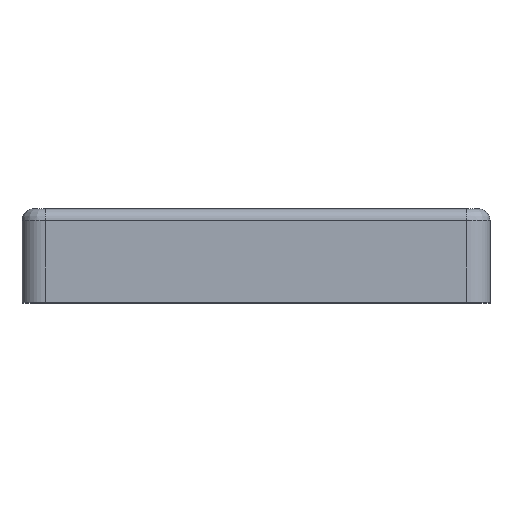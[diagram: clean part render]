
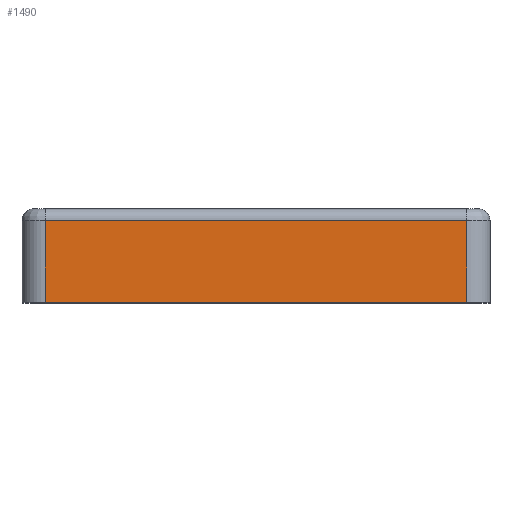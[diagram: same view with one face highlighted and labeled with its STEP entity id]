
A CAD part, top view. The second image highlights one B-rep face of the part: STEP entity #1490.
In plain terms, the highlighted planar face has unit normal (0, 0, 1).
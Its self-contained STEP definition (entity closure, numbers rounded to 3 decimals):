
#177=CARTESIAN_POINT('',(36.0,14.,40.0));
#178=VERTEX_POINT('',#177);
#203=CARTESIAN_POINT('',(-36.0,14.,40.0));
#204=VERTEX_POINT('',#203);
#212=CARTESIAN_POINT('',(-36.0,14.,40.0));
#213=DIRECTION('',(1.0,0.0,0.0));
#214=VECTOR('',#213,72.0);
#215=LINE('',#212,#214);
#216=EDGE_CURVE('',#204,#178,#215,.T.);
#754=CARTESIAN_POINT('',(36.0,0.0,40.0));
#755=VERTEX_POINT('',#754);
#756=CARTESIAN_POINT('',(36.0,14.,40.0));
#757=DIRECTION('',(0.0,-1.0,0.0));
#758=VECTOR('',#757,14.);
#759=LINE('',#756,#758);
#760=EDGE_CURVE('',#178,#755,#759,.T.);
#850=CARTESIAN_POINT('',(-36.0,0.0,40.0));
#851=VERTEX_POINT('',#850);
#852=CARTESIAN_POINT('',(36.0,0.0,40.0));
#853=DIRECTION('',(-1.0,0.0,0.0));
#854=VECTOR('',#853,72.0);
#855=LINE('',#852,#854);
#856=EDGE_CURVE('',#755,#851,#855,.T.);
#1474=CARTESIAN_POINT('',(-40.0,0.0,40.0));
#1475=DIRECTION('',(0.0,0.0,1.0));
#1476=DIRECTION('',(1.0,0.0,0.0));
#1477=AXIS2_PLACEMENT_3D('',#1474,#1475,#1476);
#1478=PLANE('',#1477);
#1479=ORIENTED_EDGE('',*,*,#216,.F.);
#1480=CARTESIAN_POINT('',(-36.0,0.0,40.0));
#1481=DIRECTION('',(0.0,1.0,0.0));
#1482=VECTOR('',#1481,14.);
#1483=LINE('',#1480,#1482);
#1484=EDGE_CURVE('',#851,#204,#1483,.T.);
#1485=ORIENTED_EDGE('',*,*,#1484,.F.);
#1486=ORIENTED_EDGE('',*,*,#856,.F.);
#1487=ORIENTED_EDGE('',*,*,#760,.F.);
#1488=EDGE_LOOP('',(#1479,#1485,#1486,#1487));
#1489=FACE_OUTER_BOUND('',#1488,.T.);
#1490=ADVANCED_FACE('',(#1489),#1478,.T.);
